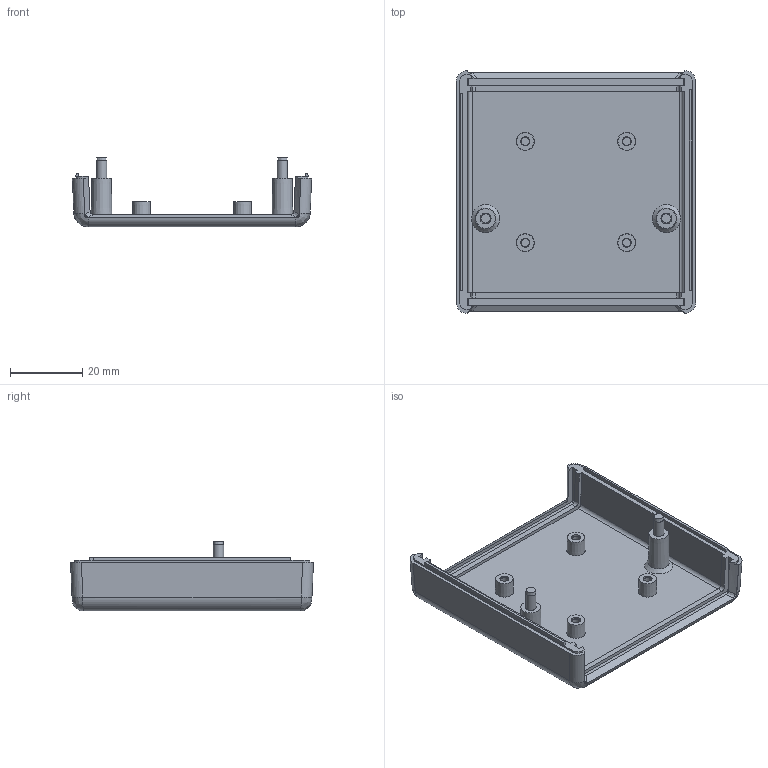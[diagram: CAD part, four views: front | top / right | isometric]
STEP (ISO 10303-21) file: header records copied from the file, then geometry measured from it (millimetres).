
FILE_DESCRIPTION(('FreeCAD Model'),'2;1');
FILE_NAME('Hammond - 1593K - no top or sides.stp','2021-01-26T22:55:58',('Author'),(''), 'Open CASCADE STEP processor 7.3','FreeCAD','Unknown');
FILE_SCHEMA(('AUTOMOTIVE_DESIGN { 1 0 10303 214 1 1 1 1 }'));
Length unit declared in the file: millimetre
Products named in the file (3): 1593K; 1593K_BOTTOM; SC549_(screw_#4X_3_4'_OH)001
Assembly tree (3 placements, depth 2):
  1593K
    1593K_BOTTOM
    SC549_(screw_#4X_3_4'_OH)001  x2
Bounding box: 66.18 x 67.18 x 19.3 mm (x, y, z)
Volume: 15841.9 mm3; surface area: 14191.3 mm2
Topology: 3 solids, 3 shells, 188 faces, 492 edges, 324 vertices
Faces by surface type: plane 104, cylinder 36, cone 22, bspline 20, torus 4, sphere 2
Full cylindrical faces by diameter (mm): 2.25 x4, 2.5 x4, 2.845 x2, 3 x2, 6 x2
Entity records: 11476 total; most frequent: CARTESIAN_POINT 3500, DIRECTION 1361, ORIENTED_EDGE 826, PCURVE 826, DEFINITIONAL_REPRESENTATION 826, LINE 752, VECTOR 752, EDGE_CURVE 413
